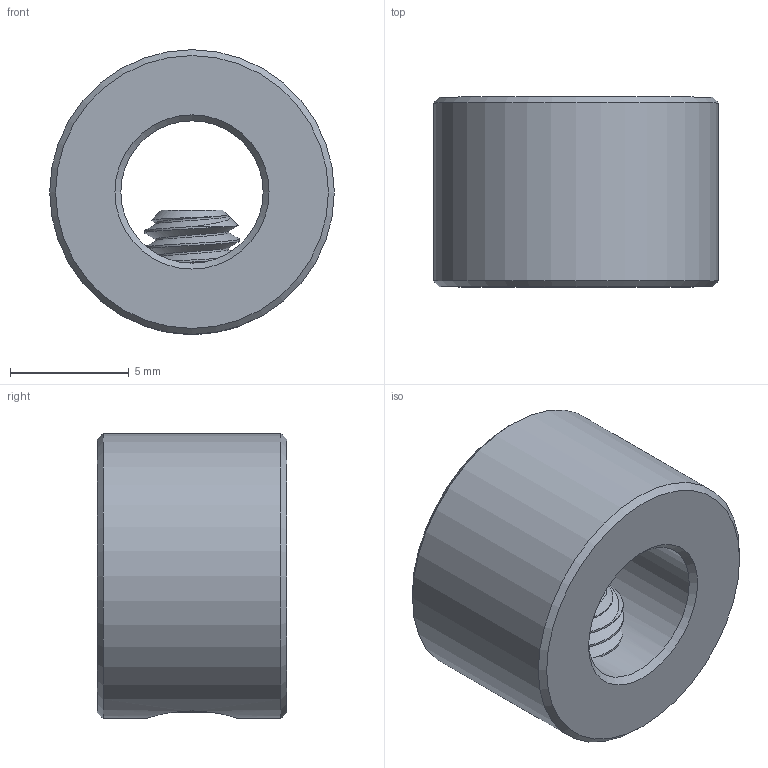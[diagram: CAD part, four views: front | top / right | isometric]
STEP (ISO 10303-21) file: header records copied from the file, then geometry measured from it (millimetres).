
FILE_DESCRIPTION(/* description */ (''),/* implementation_level */ '2;1');
FILE_NAME(/* name */ '6mm Locking Shaft Collar Adjusting Ring (Accu).step',/* time_stamp */ '2021-08-09T14:38:05+01:00',/* author */ (''),/* organization */ (''),/* preprocessor_version */ 'ST-DEVELOPER v18.1',/* originating_system */ 'Autodesk Translation Framework v10.9.0.1377',/* authorisation */ '');
FILE_SCHEMA (('AUTOMOTIVE_DESIGN { 1 0 10303 214 3 1 1 }'));
Length unit declared in the file: millimetre
Products named in the file (2): 6mm Locking Shaft Collar / Adjusting Ring (Accu) ; 92605A111
Assembly tree (1 placements, depth 2):
  6mm Locking Shaft Collar / Adjusting Ring (Accu) 
    92605A111
Bounding box: 12 x 8 x 12 mm (x, y, z)
Volume: 691.4 mm3; surface area: 735.3 mm2
Topology: 2 solids, 2 shells, 42 faces, 90 edges, 52 vertices
Faces by surface type: plane 16, cone 13, cylinder 9, bspline 4
Full cylindrical faces by diameter (mm): 3.332 x1, 4 x4, 6 x1, 12 x1
Entity records: 2509 total; most frequent: CARTESIAN_POINT 1605, ORIENTED_EDGE 178, DIRECTION 169, EDGE_CURVE 89, AXIS2_PLACEMENT_3D 68, VERTEX_POINT 52, EDGE_LOOP 47, FACE_OUTER_BOUND 42
